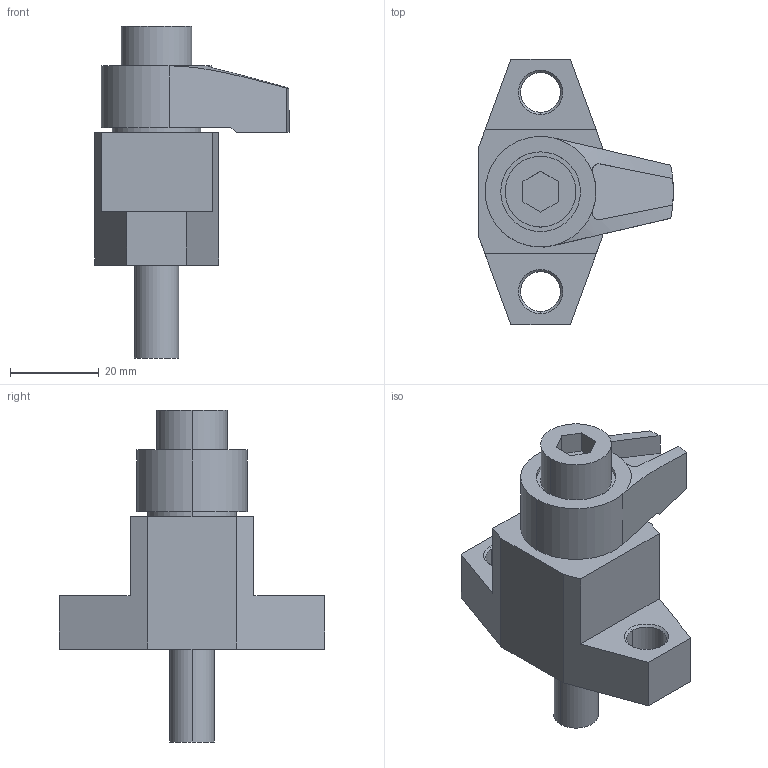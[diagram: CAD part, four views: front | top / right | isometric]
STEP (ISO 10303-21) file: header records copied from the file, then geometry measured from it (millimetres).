
FILE_DESCRIPTION (( 'STEP AP203' ), '1' );
FILE_NAME ('bj130-10030b1.STEP', '2021-10-25T01:08:05', ( '' ), ( '' ), 'SwSTEP 2.0', 'SolidWorks 2020', '' );
FILE_SCHEMA (( 'CONFIG_CONTROL_DESIGN' ));
Length unit declared in the file: millimetre
Products named in the file (4): bj130-10030b1_03; bj130-10030b1_02; bj130-10030b1_01; bj130-10030b1
Assembly tree (3 placements, depth 2):
  bj130-10030b1
    bj130-10030b1_01
    bj130-10030b1_02
    bj130-10030b1_03
Bounding box: 44 x 60 x 75 mm (x, y, z)
Volume: 41556.1 mm3; surface area: 17795.4 mm2
Topology: 3 solids, 3 shells, 71 faces, 167 edges, 106 vertices
Faces by surface type: plane 34, cylinder 22, cone 15
Entity records: 2513 total; most frequent: CARTESIAN_POINT 432, DIRECTION 365, ORIENTED_EDGE 334, EDGE_CURVE 167, AXIS2_PLACEMENT_3D 133, VERTEX_POINT 106, VECTOR 99, LINE 99
